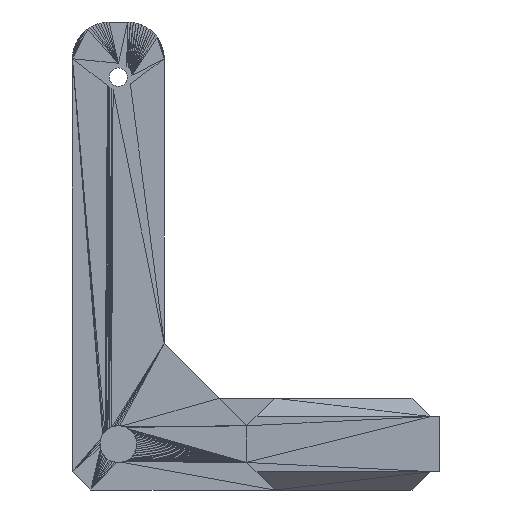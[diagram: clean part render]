
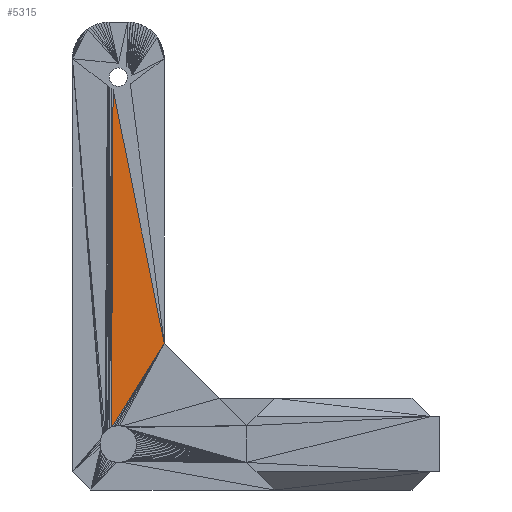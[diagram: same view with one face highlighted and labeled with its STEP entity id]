
A CAD part, left-side view. The second image highlights one B-rep face of the part: STEP entity #5315.
In plain terms, the highlighted planar face has unit normal (-1, 0, 0).
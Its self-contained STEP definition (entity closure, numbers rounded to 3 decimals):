
#191=PLANE('',#5846);
#567=FACE_OUTER_BOUND('',#944,.T.);
#944=EDGE_LOOP('',(#4417,#4418,#4419,#4420));
#1467=LINE('',#8611,#2078);
#1468=LINE('',#8612,#2079);
#1469=LINE('',#8613,#2080);
#2078=VECTOR('',#7001,10.);
#2079=VECTOR('',#7002,10.);
#2080=VECTOR('',#7003,10.);
#2477=CIRCLE('',#5679,1.);
#2712=VERTEX_POINT('',#8176);
#2713=VERTEX_POINT('',#8178);
#2742=VERTEX_POINT('',#8240);
#2790=VERTEX_POINT('',#8610);
#3129=EDGE_CURVE('',#2713,#2712,#2477,.T.);
#3346=EDGE_CURVE('',#2790,#2713,#1467,.T.);
#3347=EDGE_CURVE('',#2742,#2712,#1468,.T.);
#3348=EDGE_CURVE('',#2742,#2790,#1469,.T.);
#4417=ORIENTED_EDGE('',*,*,#3346,.T.);
#4418=ORIENTED_EDGE('',*,*,#3129,.T.);
#4419=ORIENTED_EDGE('',*,*,#3347,.F.);
#4420=ORIENTED_EDGE('',*,*,#3348,.T.);
#5315=ADVANCED_FACE('',(#567),#191,.T.);
#5679=AXIS2_PLACEMENT_3D('',#8179,#6478,#6479);
#5846=AXIS2_PLACEMENT_3D('',#8609,#6999,#7000);
#6478=DIRECTION('center_axis',(1.,0.,0.));
#6479=DIRECTION('ref_axis',(0.,1.,0.));
#6999=DIRECTION('center_axis',(-1.,0.,0.));
#7000=DIRECTION('ref_axis',(0.,0.,1.));
#7001=DIRECTION('',(0.,0.005,-1.));
#7002=DIRECTION('',(0.,0.528,-0.849));
#7003=DIRECTION('',(0.,0.198,0.98));
#8176=CARTESIAN_POINT('',(-0.9,7.582,3.443));
#8178=CARTESIAN_POINT('',(-0.9,7.626,3.427));
#8179=CARTESIAN_POINT('Origin',(-0.9,7.25,2.5));
#8240=CARTESIAN_POINT('',(-0.9,4.75,8.));
#8609=CARTESIAN_POINT('Origin',(-0.9,4.75,8.));
#8610=CARTESIAN_POINT('',(-0.9,7.537,21.807));
#8611=CARTESIAN_POINT('',(-0.9,7.537,21.807));
#8612=CARTESIAN_POINT('',(-0.9,4.75,8.));
#8613=CARTESIAN_POINT('',(-0.9,4.75,8.));
